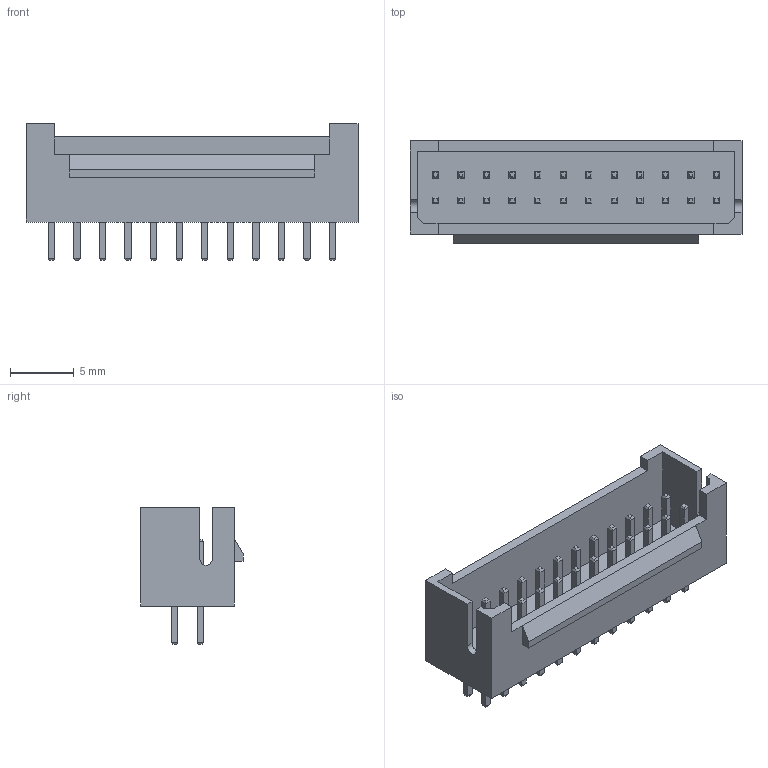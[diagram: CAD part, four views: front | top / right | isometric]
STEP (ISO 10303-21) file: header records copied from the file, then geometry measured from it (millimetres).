
FILE_DESCRIPTION (( 'STEP AP214' ), '1' );
FILE_NAME ('User Library-phb-2x12.STEP', '2021-01-23T07:32:08', ( '' ), ( '' ), 'SwSTEP 2.0', 'SolidWorks 2020', '' );
FILE_SCHEMA (( 'AUTOMOTIVE_DESIGN' ));
Length unit declared in the file: millimetre
Products named in the file (3): PIN_0_5X0_5; PHB-2X12; User Library-phb-2x12
Assembly tree (25 placements, depth 2):
  User Library-phb-2x12
    PHB-2X12
    PIN_0_5X0_5  x24
Bounding box: 26 x 8 x 10.7 mm (x, y, z)
Volume: 534.3 mm3; surface area: 1597.8 mm2
Topology: 25 solids, 25 shells, 465 faces, 1051 edges, 636 vertices
Faces by surface type: plane 463, cylinder 2
Entity records: 6508 total; most frequent: CARTESIAN_POINT 846, ORIENTED_EDGE 814, DIRECTION 753, EDGE_CURVE 407, LINE 403, VECTOR 403, VERTEX_POINT 268, EDGE_LOOP 191
